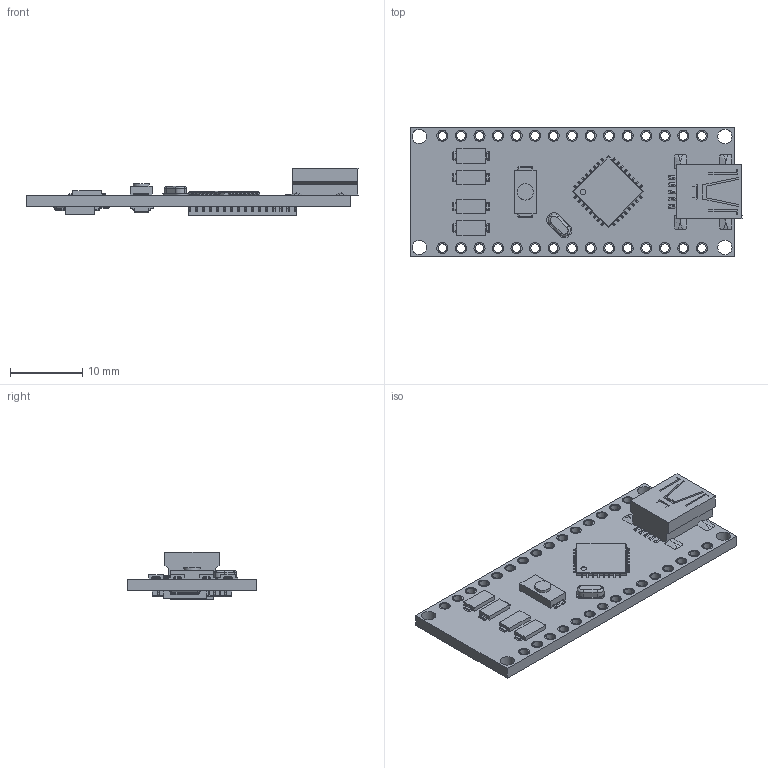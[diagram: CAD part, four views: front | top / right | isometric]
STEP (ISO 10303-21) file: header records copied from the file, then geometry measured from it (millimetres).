
FILE_DESCRIPTION(/* description */ (''),/* implementation_level */ '2;1');
FILE_NAME(/* name */ 'Arduino Nano.step',/* time_stamp */ '2021-11-21T17:12:37+01:00',/* author */ (''),/* organization */ (''),/* preprocessor_version */ 'ST-DEVELOPER v18.1',/* originating_system */ 'Autodesk Translation Framework v10.10.0.1391',/* authorisation */ '');
FILE_SCHEMA (('AUTOMOTIVE_DESIGN { 1 0 10303 214 3 1 1 }'));
Length unit declared in the file: millimetre
Products named in the file (9): Arduino Nano; USB; Component2; Component3; Component3(Mirror); Component5(Mirror); Component5; Component5(Mirror) (1); Component8
Assembly tree (51 placements, depth 2):
  Arduino Nano
    USB
    Component2
    Component3  x16
    Component3(Mirror)  x16
    Component5  x8
    Component5(Mirror)  x4
    Component5(Mirror) (1)  x4
    Component8
Bounding box: 46.08 x 18 x 6.55 mm (x, y, z)
Volume: 1660.1 mm3; surface area: 3523.2 mm2
Topology: 117 solids, 117 shells, 1447 faces, 3385 edges, 2190 vertices
Faces by surface type: plane 820, cylinder 511, torus 56, bspline 36, sphere 24
Full cylindrical faces by diameter (mm): 0.8 x1, 1.2 x61, 1.5 x1, 1.54 x30, 2 x4, 2.252 x1
Entity records: 30892 total; most frequent: CARTESIAN_POINT 6912, DIRECTION 5022, ORIENTED_EDGE 4526, EDGE_CURVE 2263, AXIS2_PLACEMENT_3D 1826, VERTEX_POINT 1442, LINE 1370, VECTOR 1370
